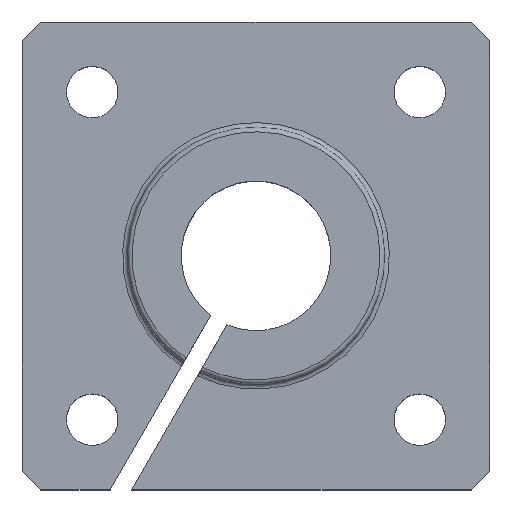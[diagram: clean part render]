
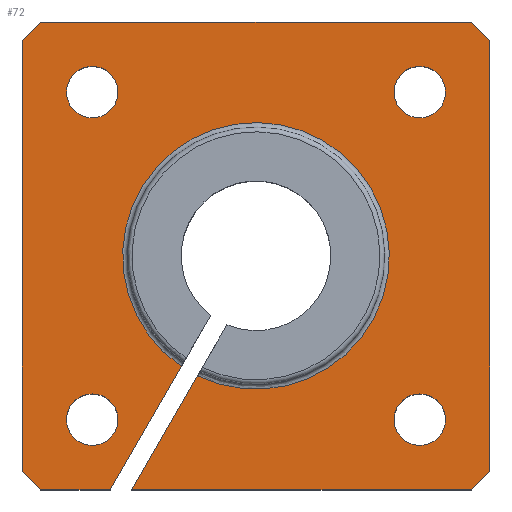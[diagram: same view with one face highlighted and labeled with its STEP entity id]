
A CAD part, top view. The second image highlights one B-rep face of the part: STEP entity #72.
In plain terms, the highlighted planar face has unit normal (0, 0, 1).
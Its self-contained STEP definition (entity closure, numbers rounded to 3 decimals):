
#72 = ADVANCED_FACE( '', ( #161, #162, #163, #164, #165 ), #166, .T. );
#161 = FACE_BOUND( '', #273, .T. );
#162 = FACE_BOUND( '', #274, .T. );
#163 = FACE_BOUND( '', #275, .T. );
#164 = FACE_BOUND( '', #276, .T. );
#165 = FACE_OUTER_BOUND( '', #277, .T. );
#166 = PLANE( '', #278 );
#273 = EDGE_LOOP( '', ( #431 ) );
#274 = EDGE_LOOP( '', ( #432 ) );
#275 = EDGE_LOOP( '', ( #433 ) );
#276 = EDGE_LOOP( '', ( #434 ) );
#277 = EDGE_LOOP( '', ( #435, #436, #437, #438, #439, #440, #441, #442, #443, #444, #445, #446 ) );
#278 = AXIS2_PLACEMENT_3D( '', #447, #448, #449 );
#431 = ORIENTED_EDGE( '', *, *, #633, .F. );
#432 = ORIENTED_EDGE( '', *, *, #634, .F. );
#433 = ORIENTED_EDGE( '', *, *, #608, .F. );
#434 = ORIENTED_EDGE( '', *, *, #635, .F. );
#435 = ORIENTED_EDGE( '', *, *, #636, .T. );
#436 = ORIENTED_EDGE( '', *, *, #637, .T. );
#437 = ORIENTED_EDGE( '', *, *, #621, .T. );
#438 = ORIENTED_EDGE( '', *, *, #638, .T. );
#439 = ORIENTED_EDGE( '', *, *, #618, .T. );
#440 = ORIENTED_EDGE( '', *, *, #639, .T. );
#441 = ORIENTED_EDGE( '', *, *, #640, .T. );
#442 = ORIENTED_EDGE( '', *, *, #610, .T. );
#443 = ORIENTED_EDGE( '', *, *, #584, .T. );
#444 = ORIENTED_EDGE( '', *, *, #641, .T. );
#445 = ORIENTED_EDGE( '', *, *, #642, .T. );
#446 = ORIENTED_EDGE( '', *, *, #630, .T. );
#447 = CARTESIAN_POINT( '', ( 0., 0., 12. ) );
#448 = DIRECTION( '', ( 0., 0., 1. ) );
#449 = DIRECTION( '', ( 1., 0., 0. ) );
#584 = EDGE_CURVE( '', #679, #677, #680, .T. );
#608 = EDGE_CURVE( '', #722, #722, #723, .T. );
#610 = EDGE_CURVE( '', #725, #679, #726, .T. );
#618 = EDGE_CURVE( '', #734, #736, #738, .T. );
#621 = EDGE_CURVE( '', #743, #740, #744, .T. );
#630 = EDGE_CURVE( '', #757, #755, #758, .T. );
#633 = EDGE_CURVE( '', #761, #761, #762, .T. );
#634 = EDGE_CURVE( '', #763, #763, #764, .T. );
#635 = EDGE_CURVE( '', #765, #765, #766, .T. );
#636 = EDGE_CURVE( '', #755, #767, #768, .T. );
#637 = EDGE_CURVE( '', #767, #743, #769, .T. );
#638 = EDGE_CURVE( '', #740, #734, #770, .T. );
#639 = EDGE_CURVE( '', #736, #771, #772, .T. );
#640 = EDGE_CURVE( '', #771, #725, #773, .T. );
#641 = EDGE_CURVE( '', #677, #774, #775, .T. );
#642 = EDGE_CURVE( '', #774, #757, #776, .T. );
#677 = VERTEX_POINT( '', #816 );
#679 = VERTEX_POINT( '', #819 );
#680 = LINE( '', #820, #821 );
#722 = VERTEX_POINT( '', #876 );
#723 = CIRCLE( '', #877, 2.75 );
#725 = VERTEX_POINT( '', #879 );
#726 = LINE( '', #880, #881 );
#734 = VERTEX_POINT( '', #890 );
#736 = VERTEX_POINT( '', #893 );
#738 = LINE( '', #896, #897 );
#740 = VERTEX_POINT( '', #899 );
#743 = VERTEX_POINT( '', #907 );
#744 = CIRCLE( '', #908, 14.25 );
#755 = VERTEX_POINT( '', #934 );
#757 = VERTEX_POINT( '', #937 );
#758 = LINE( '', #938, #939 );
#761 = VERTEX_POINT( '', #943 );
#762 = CIRCLE( '', #944, 2.75 );
#763 = VERTEX_POINT( '', #945 );
#764 = CIRCLE( '', #946, 2.75 );
#765 = VERTEX_POINT( '', #947 );
#766 = CIRCLE( '', #948, 2.75 );
#767 = VERTEX_POINT( '', #949 );
#768 = LINE( '', #950, #951 );
#769 = LINE( '', #952, #953 );
#770 = LINE( '', #954, #955 );
#771 = VERTEX_POINT( '', #956 );
#772 = LINE( '', #957, #958 );
#773 = LINE( '', #959, #960 );
#774 = VERTEX_POINT( '', #961 );
#775 = LINE( '', #962, #963 );
#776 = LINE( '', #964, #965 );
#816 = CARTESIAN_POINT( '', ( -23., 50., 12. ) );
#819 = CARTESIAN_POINT( '', ( 23., 50., 12. ) );
#820 = CARTESIAN_POINT( '', ( 23., 50., 12. ) );
#821 = VECTOR( '', #1009, 1000. );
#876 = CARTESIAN_POINT( '', ( 20.25, 7.5, 12. ) );
#877 = AXIS2_PLACEMENT_3D( '', #1044, #1045, #1046 );
#879 = CARTESIAN_POINT( '', ( 25., 48., 12. ) );
#880 = CARTESIAN_POINT( '', ( 25., 48., 12. ) );
#881 = VECTOR( '', #1047, 1000. );
#890 = CARTESIAN_POINT( '', ( -13.279, 0., 12. ) );
#893 = CARTESIAN_POINT( '', ( 23., 0., 12. ) );
#896 = CARTESIAN_POINT( '', ( -23., 0., 12. ) );
#897 = VECTOR( '', #1057, 1000. );
#899 = CARTESIAN_POINT( '', ( -6.241, 12.19, 12. ) );
#907 = CARTESIAN_POINT( '', ( -7.973, 13.19, 12. ) );
#908 = AXIS2_PLACEMENT_3D( '', #1058, #1059, #1060 );
#934 = CARTESIAN_POINT( '', ( -23., 0., 12. ) );
#937 = CARTESIAN_POINT( '', ( -25., 2., 12. ) );
#938 = CARTESIAN_POINT( '', ( -25., 2., 12. ) );
#939 = VECTOR( '', #1068, 1000. );
#943 = CARTESIAN_POINT( '', ( -14.75, 7.5, 12. ) );
#944 = AXIS2_PLACEMENT_3D( '', #1070, #1071, #1072 );
#945 = CARTESIAN_POINT( '', ( -14.75, 42.5, 12. ) );
#946 = AXIS2_PLACEMENT_3D( '', #1073, #1074, #1075 );
#947 = CARTESIAN_POINT( '', ( 20.25, 42.5, 12. ) );
#948 = AXIS2_PLACEMENT_3D( '', #1076, #1077, #1078 );
#949 = CARTESIAN_POINT( '', ( -15.588, 0., 12. ) );
#950 = CARTESIAN_POINT( '', ( -23., 0., 12. ) );
#951 = VECTOR( '', #1079, 1000. );
#952 = CARTESIAN_POINT( '', ( -11.691, 6.75, 12. ) );
#953 = VECTOR( '', #1080, 1000. );
#954 = CARTESIAN_POINT( '', ( -9.959, 5.75, 12. ) );
#955 = VECTOR( '', #1081, 1000. );
#956 = CARTESIAN_POINT( '', ( 25., 2., 12. ) );
#957 = CARTESIAN_POINT( '', ( 23., 0., 12. ) );
#958 = VECTOR( '', #1082, 1000. );
#959 = CARTESIAN_POINT( '', ( 25., 2., 12. ) );
#960 = VECTOR( '', #1083, 1000. );
#961 = CARTESIAN_POINT( '', ( -25., 48., 12. ) );
#962 = CARTESIAN_POINT( '', ( -23., 50., 12. ) );
#963 = VECTOR( '', #1084, 1000. );
#964 = CARTESIAN_POINT( '', ( -25., 48., 12. ) );
#965 = VECTOR( '', #1085, 1000. );
#1009 = DIRECTION( '', ( -1., 0., 0. ) );
#1044 = CARTESIAN_POINT( '', ( 17.5, 7.5, 12. ) );
#1045 = DIRECTION( '', ( 0., 0., 1. ) );
#1046 = DIRECTION( '', ( 1., 0., 0. ) );
#1047 = DIRECTION( '', ( -0.707, 0.707, 0. ) );
#1057 = DIRECTION( '', ( 1., 0., 0. ) );
#1058 = CARTESIAN_POINT( '', ( 0., 25., 12. ) );
#1059 = DIRECTION( '', ( 0., 0., -1. ) );
#1060 = DIRECTION( '', ( -1., 0., 0. ) );
#1068 = DIRECTION( '', ( 0.707, -0.707, 0. ) );
#1070 = CARTESIAN_POINT( '', ( -17.5, 7.5, 12. ) );
#1071 = DIRECTION( '', ( 0., 0., 1. ) );
#1072 = DIRECTION( '', ( 1., 0., 0. ) );
#1073 = CARTESIAN_POINT( '', ( -17.5, 42.5, 12. ) );
#1074 = DIRECTION( '', ( 0., 0., 1. ) );
#1075 = DIRECTION( '', ( 1., 0., 0. ) );
#1076 = CARTESIAN_POINT( '', ( 17.5, 42.5, 12. ) );
#1077 = DIRECTION( '', ( 0., 0., 1. ) );
#1078 = DIRECTION( '', ( 1., 0., 0. ) );
#1079 = DIRECTION( '', ( 1., 0., 0. ) );
#1080 = DIRECTION( '', ( 0.5, 0.866, 0. ) );
#1081 = DIRECTION( '', ( -0.5, -0.866, 0. ) );
#1082 = DIRECTION( '', ( 0.707, 0.707, 0. ) );
#1083 = DIRECTION( '', ( 0., 1., 0. ) );
#1084 = DIRECTION( '', ( -0.707, -0.707, 0. ) );
#1085 = DIRECTION( '', ( 0., -1., 0. ) );
